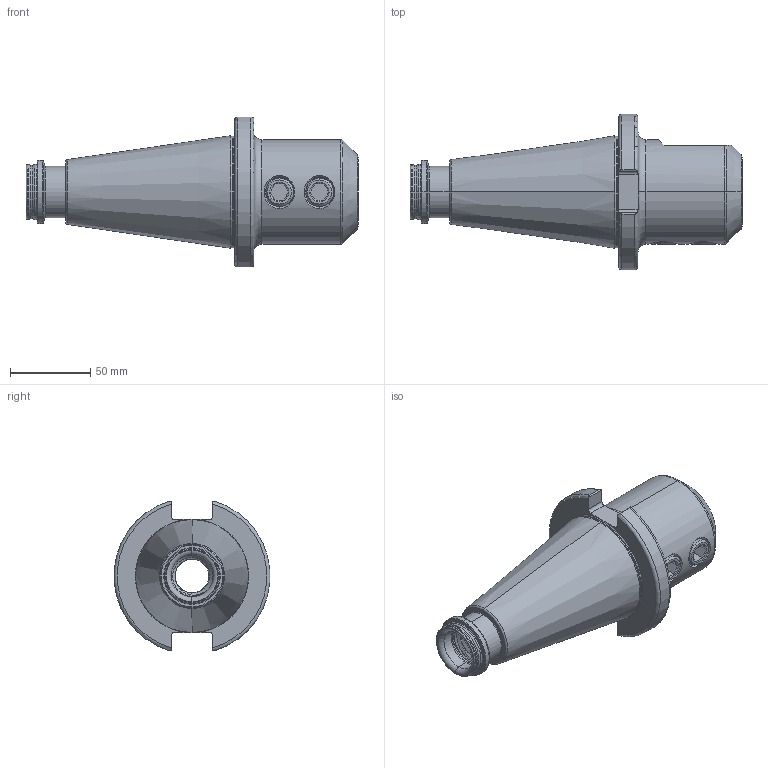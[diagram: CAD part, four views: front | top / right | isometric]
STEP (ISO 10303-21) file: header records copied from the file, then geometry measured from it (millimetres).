
FILE_DESCRIPTION (( 'STEP AP203' ), '1' );
FILE_NAME ('501.04.25.STEP', '2016-11-26T04:50:34', ( '' ), ( '' ), 'SwSTEP 2.0', 'SolidWorks 2012', '' );
FILE_SCHEMA (( 'CONFIG_CONTROL_DESIGN' ));
Length unit declared in the file: millimetre
Products named in the file (3): 501.04.25; 側固18_M18x2_20L
Assembly tree (3 placements, depth 2):
  501.04.25
    501.04.25
    側固18_M18x2_20L  x2
Bounding box: 206.8 x 96.94 x 93.28 mm (x, y, z)
Volume: 477533.1 mm3; surface area: 72291 mm2
Topology: 3 solids, 3 shells, 287 faces, 755 edges, 480 vertices
Faces by surface type: cylinder 132, plane 43, bspline 40, torus 37, cone 35
Entity records: 30452 total; most frequent: CARTESIAN_POINT 24838, ORIENTED_EDGE 1298, DIRECTION 898, EDGE_CURVE 649, VERTEX_POINT 413, AXIS2_PLACEMENT_3D 364, EDGE_LOOP 262, FACE_OUTER_BOUND 248
